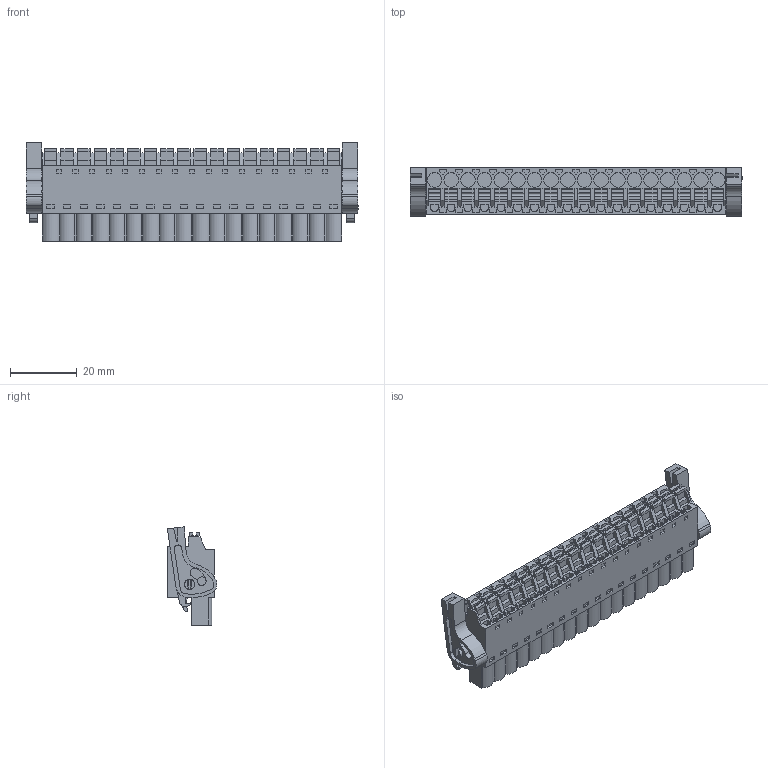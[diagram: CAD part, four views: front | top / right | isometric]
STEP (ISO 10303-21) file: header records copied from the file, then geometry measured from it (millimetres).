
FILE_DESCRIPTION(('CATIA V5 STEP Exchange','CAx-IF Rec.Pracs.--- Model Styling and Organization---1.2---2011-12-15'),'2;1');
FILE_NAME ('D1446691_0_1016520000_1016520000.stp','2017-04-27T13:23:09+00:00',('none'),('Weidmueller'),'CATIA Version 5-6 Release 2014','CATIA V5 STEP AP214','none');
FILE_SCHEMA(('AUTOMOTIVE_DESIGN { 1 0 10303 214 1 1 1 1 }'));
Length unit declared in the file: millimetre
Products named in the file (1): 1016520000
Bounding box: 99.7 x 14.96 x 29.52 mm (x, y, z)
Volume: 23654.5 mm3; surface area: 13561 mm2
Topology: 21 solids, 21 shells, 1617 faces, 4693 edges, 3271 vertices
Faces by surface type: plane 1417, cylinder 196, extrusion 4
Entity records: 50613 total; most frequent: CARTESIAN_POINT 9403, ORIENTED_EDGE 9386, DIRECTION 6711, EDGE_CURVE 4693, VECTOR 4246, LINE 4242, VERTEX_POINT 3271, EDGE_LOOP 1812
